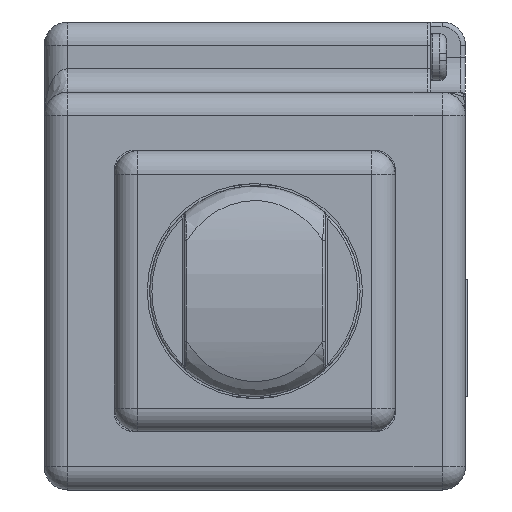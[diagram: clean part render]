
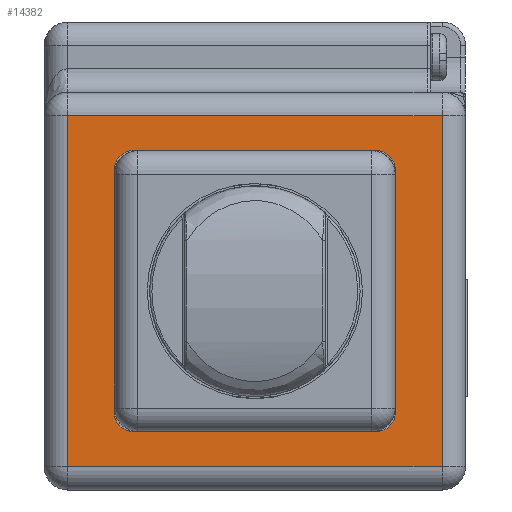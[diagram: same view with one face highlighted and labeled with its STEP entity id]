
A CAD part, front view. The second image highlights one B-rep face of the part: STEP entity #14382.
In plain terms, the highlighted planar face has unit normal (0, -1, 0).
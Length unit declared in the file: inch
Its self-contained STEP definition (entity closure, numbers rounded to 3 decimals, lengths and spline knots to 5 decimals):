
#86=DIRECTION('',(0.,0.,1.));
#87=VECTOR('',#86,0.3937);
#88=CARTESIAN_POINT('',(0.23622,-0.25984,
-0.19685));
#89=LINE('',#88,#87);
#160=DIRECTION('',(0.,0.,-1.));
#161=VECTOR('',#160,0.3937);
#162=CARTESIAN_POINT('',(-0.23622,-0.25984,
0.19685));
#163=LINE('',#162,#161);
#2344=DIRECTION('',(1.,0.,0.));
#2345=VECTOR('',#2344,0.62992);
#2346=CARTESIAN_POINT('',(-0.31496,-0.25984,
-0.29528));
#2347=LINE('',#2346,#2345);
#2352=DIRECTION('',(0.,0.,1.));
#2353=VECTOR('',#2352,0.59055);
#2354=CARTESIAN_POINT('',(0.31496,-0.25984,
-0.29528));
#2355=LINE('',#2354,#2353);
#2356=DIRECTION('',(0.,0.,-1.));
#2357=VECTOR('',#2356,0.59055);
#2358=CARTESIAN_POINT('',(-0.31496,-0.25984,
0.29528));
#2359=LINE('',#2358,#2357);
#2360=DIRECTION('',(1.,0.,0.));
#2361=VECTOR('',#2360,0.3937);
#2362=CARTESIAN_POINT('',(-0.19685,-0.25984,
-0.23622));
#2363=LINE('',#2362,#2361);
#2364=DIRECTION('',(1.,0.,0.));
#2365=VECTOR('',#2364,0.00787);
#2366=CARTESIAN_POINT('',(0.19685,-0.25984,
-0.23622));
#2367=LINE('',#2366,#2365);
#2368=DIRECTION('',(0.,0.,1.));
#2369=VECTOR('',#2368,0.00787);
#2370=CARTESIAN_POINT('',(0.23622,-0.25984,
-0.20472));
#2371=LINE('',#2370,#2369);
#2372=DIRECTION('',(0.,0.,1.));
#2373=VECTOR('',#2372,0.00787);
#2374=CARTESIAN_POINT('',(0.23622,-0.25984,
0.19685));
#2375=LINE('',#2374,#2373);
#2376=DIRECTION('',(-1.,0.,0.));
#2377=VECTOR('',#2376,0.00787);
#2378=CARTESIAN_POINT('',(0.20472,-0.25984,
0.23622));
#2379=LINE('',#2378,#2377);
#2380=DIRECTION('',(-1.,0.,0.));
#2381=VECTOR('',#2380,0.3937);
#2382=CARTESIAN_POINT('',(0.19685,-0.25984,
0.23622));
#2383=LINE('',#2382,#2381);
#2384=DIRECTION('',(-1.,0.,0.));
#2385=VECTOR('',#2384,0.00787);
#2386=CARTESIAN_POINT('',(-0.19685,-0.25984,
0.23622));
#2387=LINE('',#2386,#2385);
#2388=DIRECTION('',(0.,0.,-1.));
#2389=VECTOR('',#2388,0.00787);
#2390=CARTESIAN_POINT('',(-0.23622,-0.25984,
0.20472));
#2391=LINE('',#2390,#2389);
#2392=DIRECTION('',(0.,0.,-1.));
#2393=VECTOR('',#2392,0.00787);
#2394=CARTESIAN_POINT('',(-0.23622,-0.25984,
-0.19685));
#2395=LINE('',#2394,#2393);
#2396=DIRECTION('',(1.,0.,0.));
#2397=VECTOR('',#2396,0.00787);
#2398=CARTESIAN_POINT('',(-0.20472,-0.25984,
-0.23622));
#2399=LINE('',#2398,#2397);
#2404=DIRECTION('',(-1.,0.,0.));
#2405=VECTOR('',#2404,0.62992);
#2406=CARTESIAN_POINT('',(0.31496,-0.25984,
0.29528));
#2407=LINE('',#2406,#2405);
#6202=CARTESIAN_POINT('',(0.20472,-0.25984,
-0.20472));
#6203=DIRECTION('',(0.,1.,0.));
#6204=DIRECTION('',(1.,0.,0.));
#6205=AXIS2_PLACEMENT_3D('',#6202,#6203,#6204);
#6215=CARTESIAN_POINT('',(0.20472,-0.25984,
0.20472));
#6216=DIRECTION('',(0.,1.,0.));
#6217=DIRECTION('',(0.,0.,1.));
#6218=AXIS2_PLACEMENT_3D('',#6215,#6216,#6217);
#6254=CARTESIAN_POINT('',(-0.20472,-0.25984,
0.20472));
#6255=DIRECTION('',(0.,1.,0.));
#6256=DIRECTION('',(-1.,0.,0.));
#6257=AXIS2_PLACEMENT_3D('',#6254,#6255,#6256);
#6288=CARTESIAN_POINT('',(-0.20472,-0.25984,
-0.20472));
#6289=DIRECTION('',(0.,1.,0.));
#6290=DIRECTION('',(0.,0.,-1.));
#6291=AXIS2_PLACEMENT_3D('',#6288,#6289,#6290);
#9380=CARTESIAN_POINT('',(-0.31496,-0.25984,
0.29528));
#9381=CARTESIAN_POINT('',(-0.31496,-0.25984,
-0.29528));
#9382=VERTEX_POINT('',#9380);
#9383=VERTEX_POINT('',#9381);
#9465=CARTESIAN_POINT('',(-0.23622,-0.25984,
0.20472));
#9466=VERTEX_POINT('',#9465);
#9467=CARTESIAN_POINT('',(-0.20472,-0.25984,
0.23622));
#9468=VERTEX_POINT('',#9467);
#9473=CARTESIAN_POINT('',(-0.20472,-0.25984,
-0.23622));
#9474=VERTEX_POINT('',#9473);
#9475=CARTESIAN_POINT('',(-0.23622,-0.25984,
-0.20472));
#9476=VERTEX_POINT('',#9475);
#9619=CARTESIAN_POINT('',(-0.23622,-0.25984,
0.19685));
#9620=CARTESIAN_POINT('',(-0.23622,-0.25984,
-0.19685));
#9621=VERTEX_POINT('',#9619);
#9622=VERTEX_POINT('',#9620);
#9623=CARTESIAN_POINT('',(-0.19685,-0.25984,
0.23622));
#9625=VERTEX_POINT('',#9623);
#9631=CARTESIAN_POINT('',(-0.19685,-0.25984,
-0.23622));
#9633=VERTEX_POINT('',#9631);
#9673=CARTESIAN_POINT('',(0.31496,-0.25984,
-0.29528));
#9674=CARTESIAN_POINT('',(0.31496,-0.25984,
0.29528));
#9675=VERTEX_POINT('',#9673);
#9676=VERTEX_POINT('',#9674);
#9930=CARTESIAN_POINT('',(0.23622,-0.25984,
-0.20472));
#9931=VERTEX_POINT('',#9930);
#9932=CARTESIAN_POINT('',(0.20472,-0.25984,
-0.23622));
#9933=VERTEX_POINT('',#9932);
#9936=CARTESIAN_POINT('',(0.20472,-0.25984,
0.23622));
#9937=VERTEX_POINT('',#9936);
#9938=CARTESIAN_POINT('',(0.23622,-0.25984,
0.20472));
#9939=VERTEX_POINT('',#9938);
#10718=CARTESIAN_POINT('',(0.23622,-0.25984,
-0.19685));
#10719=CARTESIAN_POINT('',(0.23622,-0.25984,
0.19685));
#10720=VERTEX_POINT('',#10718);
#10721=VERTEX_POINT('',#10719);
#10722=CARTESIAN_POINT('',(0.19685,-0.25984,
0.23622));
#10724=VERTEX_POINT('',#10722);
#10728=CARTESIAN_POINT('',(0.19685,-0.25984,
-0.23622));
#10730=VERTEX_POINT('',#10728);
#14338=CARTESIAN_POINT('',(0.,-0.25984,-0.33465));
#14339=DIRECTION('',(0.,-1.,0.));
#14340=DIRECTION('',(1.,0.,0.));
#14341=AXIS2_PLACEMENT_3D('',#14338,#14339,#14340);
#14342=PLANE('',#14341);
#14344=ORIENTED_EDGE('',*,*,#14343,.F.);
#14346=ORIENTED_EDGE('',*,*,#14345,.F.);
#14347=ORIENTED_EDGE('',*,*,#14328,.F.);
#14349=ORIENTED_EDGE('',*,*,#14348,.F.);
#14350=EDGE_LOOP('',(#14344,#14346,#14347,#14349));
#14351=FACE_OUTER_BOUND('',#14350,.F.);
#14352=ORIENTED_EDGE('',*,*,#11695,.T.);
#14354=ORIENTED_EDGE('',*,*,#14353,.T.);
#14356=ORIENTED_EDGE('',*,*,#14355,.F.);
#14358=ORIENTED_EDGE('',*,*,#14357,.T.);
#14359=ORIENTED_EDGE('',*,*,#11655,.T.);
#14361=ORIENTED_EDGE('',*,*,#14360,.T.);
#14363=ORIENTED_EDGE('',*,*,#14362,.F.);
#14365=ORIENTED_EDGE('',*,*,#14364,.T.);
#14366=ORIENTED_EDGE('',*,*,#11619,.T.);
#14368=ORIENTED_EDGE('',*,*,#14367,.T.);
#14370=ORIENTED_EDGE('',*,*,#14369,.F.);
#14372=ORIENTED_EDGE('',*,*,#14371,.T.);
#14373=ORIENTED_EDGE('',*,*,#11728,.T.);
#14375=ORIENTED_EDGE('',*,*,#14374,.T.);
#14377=ORIENTED_EDGE('',*,*,#14376,.F.);
#14379=ORIENTED_EDGE('',*,*,#14378,.T.);
#14380=EDGE_LOOP('',(#14352,#14354,#14356,#14358,#14359,#14361,#14363,#14365,
#14366,#14368,#14370,#14372,#14373,#14375,#14377,#14379));
#14381=FACE_BOUND('',#14380,.F.);
#14382=ADVANCED_FACE('',(#14351,#14381),#14342,.T.);
#6206=CIRCLE('',#6205,0.0315);
#6219=CIRCLE('',#6218,0.0315);
#6258=CIRCLE('',#6257,0.0315);
#6292=CIRCLE('',#6291,0.0315);
#11619=EDGE_CURVE('',#10724,#9625,#2383,.T.);
#11655=EDGE_CURVE('',#10720,#10721,#89,.T.);
#11695=EDGE_CURVE('',#9633,#10730,#2363,.T.);
#11728=EDGE_CURVE('',#9621,#9622,#163,.T.);
#14328=EDGE_CURVE('',#9383,#9675,#2347,.T.);
#14343=EDGE_CURVE('',#9676,#9382,#2407,.T.);
#14345=EDGE_CURVE('',#9675,#9676,#2355,.T.);
#14348=EDGE_CURVE('',#9382,#9383,#2359,.T.);
#14353=EDGE_CURVE('',#10730,#9933,#2367,.T.);
#14355=EDGE_CURVE('',#9931,#9933,#6206,.T.);
#14357=EDGE_CURVE('',#9931,#10720,#2371,.T.);
#14360=EDGE_CURVE('',#10721,#9939,#2375,.T.);
#14362=EDGE_CURVE('',#9937,#9939,#6219,.T.);
#14364=EDGE_CURVE('',#9937,#10724,#2379,.T.);
#14367=EDGE_CURVE('',#9625,#9468,#2387,.T.);
#14369=EDGE_CURVE('',#9466,#9468,#6258,.T.);
#14371=EDGE_CURVE('',#9466,#9621,#2391,.T.);
#14374=EDGE_CURVE('',#9622,#9476,#2395,.T.);
#14376=EDGE_CURVE('',#9474,#9476,#6292,.T.);
#14378=EDGE_CURVE('',#9474,#9633,#2399,.T.);
